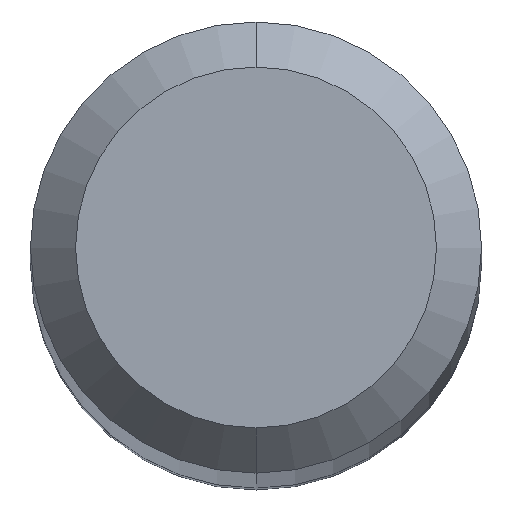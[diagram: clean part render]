
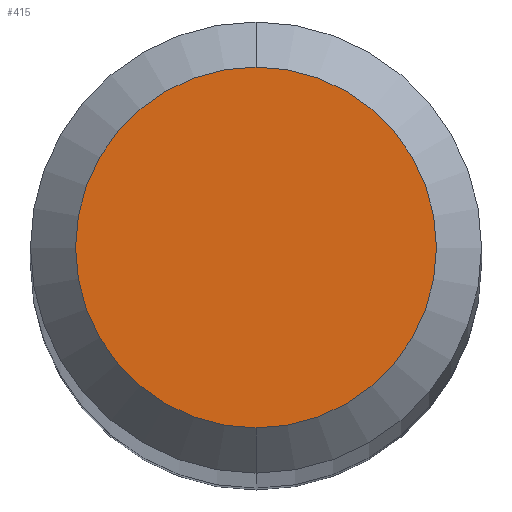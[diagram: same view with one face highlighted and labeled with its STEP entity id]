
A CAD part, top view. The second image highlights one B-rep face of the part: STEP entity #415.
In plain terms, the highlighted planar face has unit normal (0, 0, 1).
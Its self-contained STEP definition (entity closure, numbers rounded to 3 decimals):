
#171=EDGE_CURVE('',#253,#383,#447,.T.);
#253=VERTEX_POINT('',#538);
#297=EDGE_CURVE('',#383,#253,#585,.T.);
#383=VERTEX_POINT('',#679);
#415=ADVANCED_FACE('',(#715),#716,.T.);
#447=CIRCLE('',#742,1.2);
#538=CARTESIAN_POINT('',(0.0,1.2,0.0));
#585=CIRCLE('',#1026,1.2);
#679=CARTESIAN_POINT('',(0.,-1.2,0.0));
#715=FACE_OUTER_BOUND('',#1310,.T.);
#716=PLANE('',#1311);
#742=AXIS2_PLACEMENT_3D('',#1324,#1325,#1326);
#1026=AXIS2_PLACEMENT_3D('',#1466,#1467,#1468);
#1310=EDGE_LOOP('',(#1620,#1621));
#1311=AXIS2_PLACEMENT_3D('',#1622,#1623,#1624);
#1324=CARTESIAN_POINT('',(0.0,0.0,0.0));
#1325=DIRECTION('',(0.0,0.0,-1.0));
#1326=DIRECTION('',(0.0,1.0,0.0));
#1466=CARTESIAN_POINT('',(0.0,0.0,0.0));
#1467=DIRECTION('',(0.0,0.0,-1.0));
#1468=DIRECTION('',(0.0,1.0,0.0));
#1620=ORIENTED_EDGE('',*,*,#171,.F.);
#1621=ORIENTED_EDGE('',*,*,#297,.F.);
#1622=CARTESIAN_POINT('',(0.0,0.6,0.0));
#1623=DIRECTION('',(-0.0,0.0,1.0));
#1624=DIRECTION('',(0.0,-1.0,0.0));
